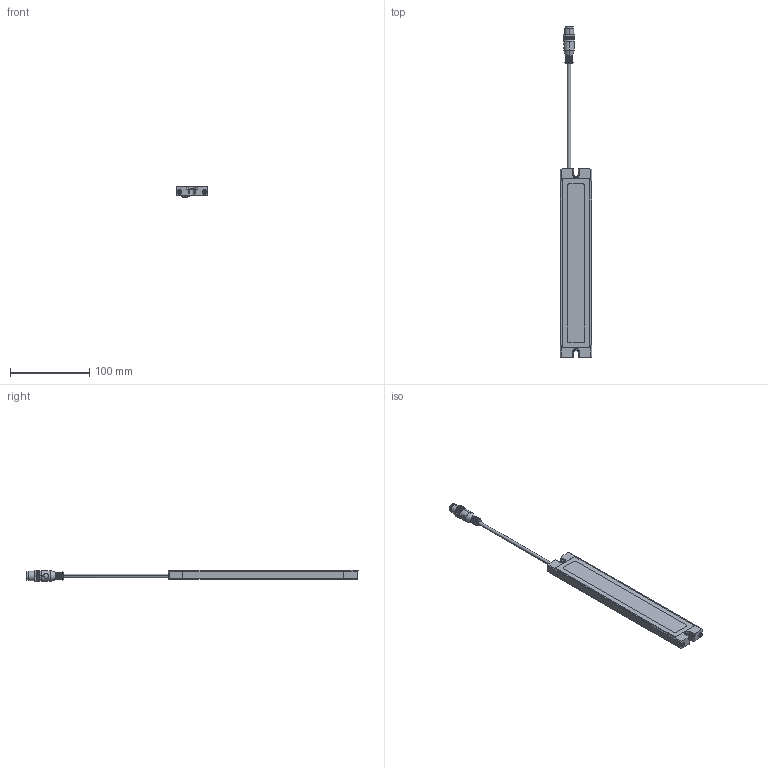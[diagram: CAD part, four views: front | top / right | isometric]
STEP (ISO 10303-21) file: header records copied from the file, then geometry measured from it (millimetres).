
FILE_DESCRIPTION(('CATIA V5 STEP Exchange','CAx-IF Rec.Pracs.--- Model Styling and Organization---1.5--- 2016-08-15','CAx-IF Rec.Pracs.---Supplemental Geometry---1.0---2011-11-01','CAx-IF Rec.Pracs.--- Composite Materials ---1.1---2010-07-15'),'2;1');
FILE_NAME ('466544-3_2', '2025-12-15T14:23:46+00:00', ('none'), ('Weidmueller'), 'CATIA Version 5-6 Release 2024 SP4', 'CATIA V5 STEP AP214 v3', 'none');
FILE_SCHEMA(('AUTOMOTIVE_DESIGN { 1 0 10303 214 1 1 1 1 }'));
Length unit declared in the file: millimetre
Products named in the file (1): WIL-LXXXXD024-240XXXM12GXXXX
Bounding box: 40 x 419.89 x 14.49 mm (x, y, z)
Volume: 73459.2 mm3; surface area: 55206 mm2
Topology: 1 solids, 1 shells, 643 faces, 1848 edges, 1208 vertices
Faces by surface type: plane 349, cylinder 157, cone 89, torus 24, bspline 18, sphere 6
Entity records: 22433 total; most frequent: CARTESIAN_POINT 6843, ORIENTED_EDGE 3652, DIRECTION 2176, EDGE_CURVE 1826, VERTEX_POINT 1208, VECTOR 1007, LINE 1007, AXIS2_PLACEMENT_3D 762
